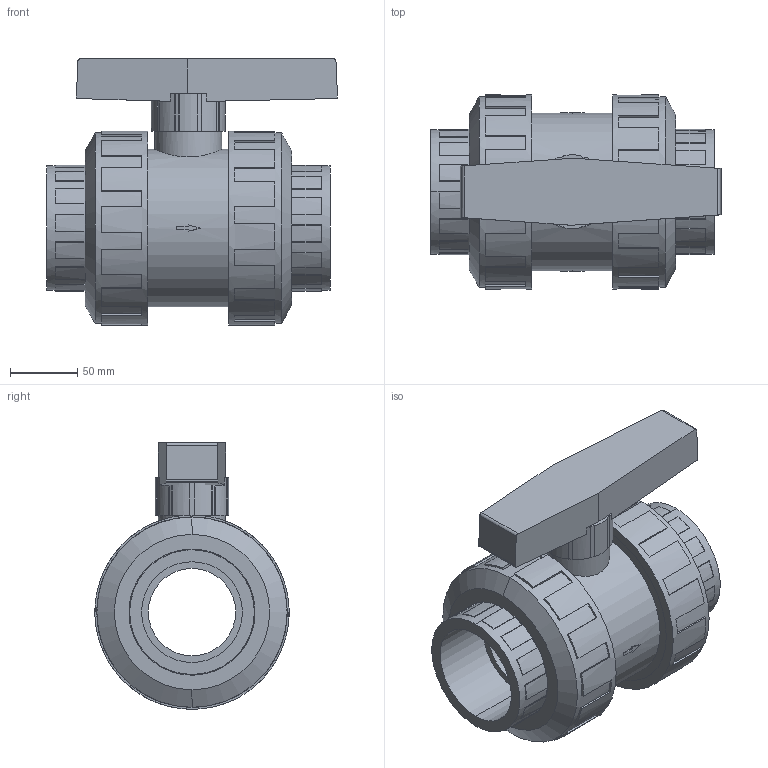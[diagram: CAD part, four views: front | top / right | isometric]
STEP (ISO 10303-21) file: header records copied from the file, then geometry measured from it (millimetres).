
FILE_DESCRIPTION(('STEP AP214'),'1');
FILE_NAME('cctmp_3FA0F816-84D3-4CA4-AB4E-0DC15706C43A_2018_12_14_14_11_27_892..stp','2018-12-14T13:11:28',('Praher Valves GmbH'),('CADClick - www.CADClick.com'),'Spatial InterOp 3D',' ','unknown authorization');
FILE_SCHEMA(('AUTOMOTIVE_DESIGN'));
Length unit declared in the file: millimetre
Products named in the file (1): 128402
Bounding box: 216.5 x 144.5 x 198.25 mm (x, y, z)
Volume: 1949376.8 mm3; surface area: 293347.2 mm2
Topology: 1 solids, 1 shells, 372 faces, 1040 edges, 687 vertices
Faces by surface type: plane 308, cylinder 60, cone 4
Entity records: 15155 total; most frequent: CARTESIAN_POINT 2231, DIRECTION 2133, ORIENTED_EDGE 2080, EDGE_CURVE 1040, AXIS2_PLACEMENT_3D 723, VERTEX_POINT 687, LINE 687, VECTOR 687
